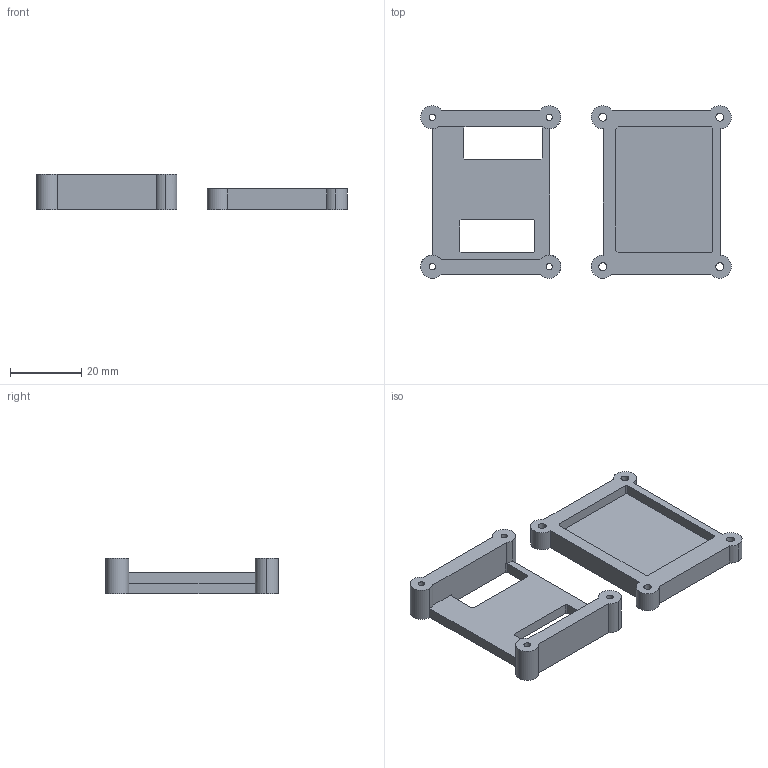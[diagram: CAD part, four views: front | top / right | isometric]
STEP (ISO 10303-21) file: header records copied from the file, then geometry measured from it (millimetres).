
FILE_DESCRIPTION(('HOOPS Exchange Step'),'2;1');
FILE_NAME('temp_export','2025-09-23T11:28:24-07:00',('cthulhu'),('Shapr3D Limited'),'HOOPS Exchange 2025.6','Shapr3D','Authorized');
FILE_SCHEMA( ('AP242_MANAGED_MODEL_BASED_3D_ENGINEERING_MIM_LF {1 0 10303 442 1 1 4}') );
Length unit declared in the file: millimetre
Products named in the file (3): PB + OE + PINS; BOARD MOUNT OE; root
Assembly tree (2 placements, depth 2):
  root
    PB + OE + PINS
    BOARD MOUNT OE
Bounding box: 87.42 x 48.53 x 10 mm (x, y, z)
Volume: 12475.1 mm3; surface area: 9472.2 mm2
Topology: 2 solids, 2 shells, 71 faces, 213 edges, 150 vertices
Faces by surface type: plane 44, cylinder 27
Full cylindrical faces by diameter (mm): 1.8 x4, 2.2 x4, 4 x4
Entity records: 2593 total; most frequent: DIRECTION 449, CARTESIAN_POINT 440, ORIENTED_EDGE 426, EDGE_CURVE 213, AXIS2_PLACEMENT_3D 159, VERTEX_POINT 150, VECTOR 131, LINE 131
